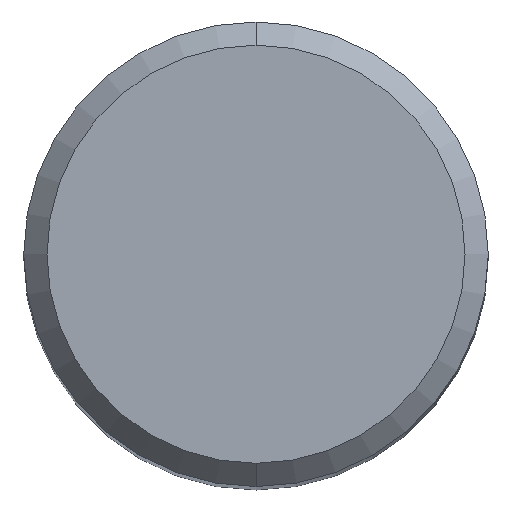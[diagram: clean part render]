
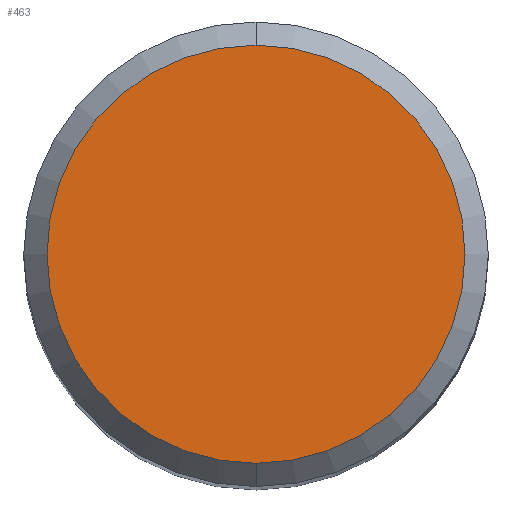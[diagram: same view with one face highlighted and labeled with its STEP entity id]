
A CAD part, top view. The second image highlights one B-rep face of the part: STEP entity #463.
In plain terms, the highlighted planar face has unit normal (0, 0, 1).
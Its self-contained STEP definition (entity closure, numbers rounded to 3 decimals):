
#237=EDGE_CURVE('',#445,#433,#596,.T.);
#433=VERTEX_POINT('',#819);
#445=VERTEX_POINT('',#831);
#463=ADVANCED_FACE('',(#852),#853,.T.);
#487=EDGE_CURVE('',#433,#445,#877,.T.);
#596=CIRCLE('',#1042,5.4);
#819=CARTESIAN_POINT('',(0.,-5.4,0.0));
#831=CARTESIAN_POINT('',(0.0,5.4,0.0));
#852=FACE_OUTER_BOUND('',#1544,.T.);
#853=PLANE('',#1545);
#877=CIRCLE('',#1595,5.4);
#1042=AXIS2_PLACEMENT_3D('',#1743,#1744,#1745);
#1544=EDGE_LOOP('',(#2075,#2076));
#1545=AXIS2_PLACEMENT_3D('',#2077,#2078,#2079);
#1595=AXIS2_PLACEMENT_3D('',#2090,#2091,#2092);
#1743=CARTESIAN_POINT('',(0.0,0.0,0.0));
#1744=DIRECTION('',(0.0,0.0,-1.0));
#1745=DIRECTION('',(0.0,1.0,0.0));
#2075=ORIENTED_EDGE('',*,*,#237,.F.);
#2076=ORIENTED_EDGE('',*,*,#487,.F.);
#2077=CARTESIAN_POINT('',(0.0,2.7,0.0));
#2078=DIRECTION('',(-0.0,0.0,1.0));
#2079=DIRECTION('',(0.0,-1.0,0.0));
#2090=CARTESIAN_POINT('',(0.0,0.0,0.0));
#2091=DIRECTION('',(0.0,0.0,-1.0));
#2092=DIRECTION('',(0.0,1.0,0.0));
